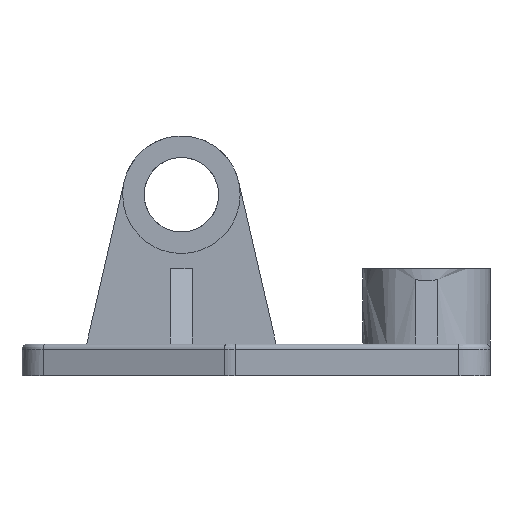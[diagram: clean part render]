
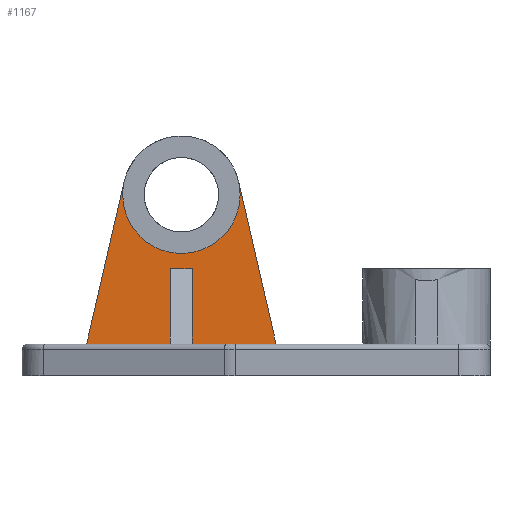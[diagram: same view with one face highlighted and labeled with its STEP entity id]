
A CAD part, front view. The second image highlights one B-rep face of the part: STEP entity #1167.
In plain terms, the highlighted free-form (B-spline) face has degree [1, 1] with [2, 2] control points.
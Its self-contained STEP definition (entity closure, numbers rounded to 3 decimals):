
#346 = VERTEX_POINT('',#347);
#347 = CARTESIAN_POINT('',(19.409,0.,
    15.882));
#352 = EDGE_CURVE('',#353,#346,#355,.T.);
#353 = VERTEX_POINT('',#354);
#354 = CARTESIAN_POINT('',(41.608,0.,
    112.039));
#355 = B_SPLINE_CURVE_WITH_KNOTS('',1,(#356,#357),.UNSPECIFIED.,.F.,.F.,
  (2,2),(-0.,99.421),.PIECEWISE_BEZIER_KNOTS.);
#356 = CARTESIAN_POINT('',(41.608,0.,
    112.039));
#357 = CARTESIAN_POINT('',(19.409,0.,
    15.882));
#437 = EDGE_CURVE('',#438,#440,#442,.T.);
#438 = VERTEX_POINT('',#439);
#439 = CARTESIAN_POINT('',(110.2,0.,
    104.224));
#440 = VERTEX_POINT('',#441);
#441 = CARTESIAN_POINT('',(109.31,0.,
    112.039));
#442 = ( BOUNDED_CURVE() B_SPLINE_CURVE(2,(#443,#444,#445),
.UNSPECIFIED.,.F.,.F.) B_SPLINE_CURVE_WITH_KNOTS((3,3),(0.,
0.227),.PIECEWISE_BEZIER_KNOTS.) CURVE() 
GEOMETRIC_REPRESENTATION_ITEM() RATIONAL_B_SPLINE_CURVE((1.,
0.994,1.)) REPRESENTATION_ITEM('') );
#443 = CARTESIAN_POINT('',(110.2,0.,
    104.224));
#444 = CARTESIAN_POINT('',(110.2,0.,
    108.182));
#445 = CARTESIAN_POINT('',(109.31,0.,
    112.039));
#494 = EDGE_CURVE('',#353,#495,#497,.T.);
#495 = VERTEX_POINT('',#496);
#496 = CARTESIAN_POINT('',(40.718,0.,
    104.224));
#497 = ( BOUNDED_CURVE() B_SPLINE_CURVE(2,(#498,#499,#500),
.UNSPECIFIED.,.F.,.F.) B_SPLINE_CURVE_WITH_KNOTS((3,3),(2.915,
3.142),.PIECEWISE_BEZIER_KNOTS.) CURVE() 
GEOMETRIC_REPRESENTATION_ITEM() RATIONAL_B_SPLINE_CURVE((1.,
0.994,1.)) REPRESENTATION_ITEM('') );
#498 = CARTESIAN_POINT('',(41.608,0.,
    112.039));
#499 = CARTESIAN_POINT('',(40.718,0.,
    108.182));
#500 = CARTESIAN_POINT('',(40.718,0.,
    104.224));
#528 = EDGE_CURVE('',#495,#438,#529,.T.);
#529 = ( BOUNDED_CURVE() B_SPLINE_CURVE(2,(#530,#531,#532,#533,#534),
.UNSPECIFIED.,.F.,.F.) B_SPLINE_CURVE_WITH_KNOTS((3,2,3),(3.142,
4.712,6.283),.PIECEWISE_BEZIER_KNOTS.) CURVE() 
GEOMETRIC_REPRESENTATION_ITEM() RATIONAL_B_SPLINE_CURVE((1.,
0.707,1.,0.707,1.)) REPRESENTATION_ITEM('') );
#530 = CARTESIAN_POINT('',(40.718,0.,
    104.224));
#531 = CARTESIAN_POINT('',(40.718,0.,
    69.483));
#532 = CARTESIAN_POINT('',(75.459,0.,
    69.483));
#533 = CARTESIAN_POINT('',(110.2,0.,
    69.483));
#534 = CARTESIAN_POINT('',(110.2,0.,
    104.224));
#666 = VERTEX_POINT('',#667);
#667 = CARTESIAN_POINT('',(131.51,0.,
    15.882));
#672 = EDGE_CURVE('',#673,#666,#675,.T.);
#673 = VERTEX_POINT('',#674);
#674 = CARTESIAN_POINT('',(81.911,0.,
    15.882));
#675 = B_SPLINE_CURVE_WITH_KNOTS('',1,(#676,#677),.UNSPECIFIED.,.F.,.F.,
  (2,2),(62.968,112.936),.PIECEWISE_BEZIER_KNOTS.);
#676 = CARTESIAN_POINT('',(81.911,0.,
    15.882));
#677 = CARTESIAN_POINT('',(131.51,0.,
    15.882));
#694 = VERTEX_POINT('',#695);
#695 = CARTESIAN_POINT('',(69.007,0.,
    15.882));
#700 = EDGE_CURVE('',#346,#694,#701,.T.);
#701 = B_SPLINE_CURVE_WITH_KNOTS('',1,(#702,#703),.UNSPECIFIED.,.F.,.F.,
  (2,2),(0.,49.968),.PIECEWISE_BEZIER_KNOTS.);
#702 = CARTESIAN_POINT('',(19.409,0.,
    15.882));
#703 = CARTESIAN_POINT('',(69.007,0.,
    15.882));
#815 = EDGE_CURVE('',#440,#666,#816,.T.);
#816 = B_SPLINE_CURVE_WITH_KNOTS('',1,(#817,#818),.UNSPECIFIED.,.F.,.F.,
  (2,2),(0.,99.421),.PIECEWISE_BEZIER_KNOTS.);
#817 = CARTESIAN_POINT('',(109.31,0.,
    112.039));
#818 = CARTESIAN_POINT('',(131.51,0.,
    15.882));
#1167 = ADVANCED_FACE('',(#1168),#1196,.F.);
#1168 = FACE_BOUND('',#1169,.F.);
#1169 = EDGE_LOOP('',(#1170,#1171,#1172,#1173,#1174,#1181,#1188,#1193,
    #1194,#1195));
#1170 = ORIENTED_EDGE('',*,*,#528,.T.);
#1171 = ORIENTED_EDGE('',*,*,#437,.T.);
#1172 = ORIENTED_EDGE('',*,*,#815,.T.);
#1173 = ORIENTED_EDGE('',*,*,#672,.F.);
#1174 = ORIENTED_EDGE('',*,*,#1175,.F.);
#1175 = EDGE_CURVE('',#1176,#673,#1178,.T.);
#1176 = VERTEX_POINT('',#1177);
#1177 = CARTESIAN_POINT('',(81.911,0.,
    60.414));
#1178 = B_SPLINE_CURVE_WITH_KNOTS('',1,(#1179,#1180),.UNSPECIFIED.,.F.,
  .F.,(2,2),(0.,44.864),.PIECEWISE_BEZIER_KNOTS.);
#1179 = CARTESIAN_POINT('',(81.911,0.,
    60.414));
#1180 = CARTESIAN_POINT('',(81.911,0.,
    15.882));
#1181 = ORIENTED_EDGE('',*,*,#1182,.T.);
#1182 = EDGE_CURVE('',#1176,#1183,#1185,.T.);
#1183 = VERTEX_POINT('',#1184);
#1184 = CARTESIAN_POINT('',(69.007,0.,
    60.414));
#1185 = B_SPLINE_CURVE_WITH_KNOTS('',1,(#1186,#1187),.UNSPECIFIED.,.F.,
  .F.,(2,2),(0.,13.),.PIECEWISE_BEZIER_KNOTS.);
#1186 = CARTESIAN_POINT('',(81.911,0.,
    60.414));
#1187 = CARTESIAN_POINT('',(69.007,0.,
    60.414));
#1188 = ORIENTED_EDGE('',*,*,#1189,.T.);
#1189 = EDGE_CURVE('',#1183,#694,#1190,.T.);
#1190 = B_SPLINE_CURVE_WITH_KNOTS('',1,(#1191,#1192),.UNSPECIFIED.,.F.,
  .F.,(2,2),(0.,44.864),.PIECEWISE_BEZIER_KNOTS.);
#1191 = CARTESIAN_POINT('',(69.007,0.,
    60.414));
#1192 = CARTESIAN_POINT('',(69.007,0.,
    15.882));
#1193 = ORIENTED_EDGE('',*,*,#700,.F.);
#1194 = ORIENTED_EDGE('',*,*,#352,.F.);
#1195 = ORIENTED_EDGE('',*,*,#494,.T.);
#1196 = B_SPLINE_SURFACE_WITH_KNOTS('',1,1,(
    (#1197,#1198)
    ,(#1199,#1200
    )),.UNSPECIFIED.,.F.,.F.,.F.,(2,2),(2,2),(-49.358,
    47.515),(-56.468,56.468),
  .PIECEWISE_BEZIER_KNOTS.);
#1197 = CARTESIAN_POINT('',(19.409,0.,
    15.882));
#1198 = CARTESIAN_POINT('',(131.51,0.,
    15.882));
#1199 = CARTESIAN_POINT('',(19.409,0.,
    112.039));
#1200 = CARTESIAN_POINT('',(131.51,0.,
    112.039));
